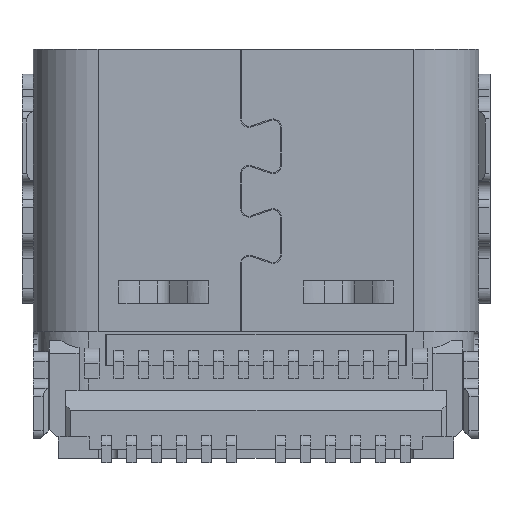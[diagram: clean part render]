
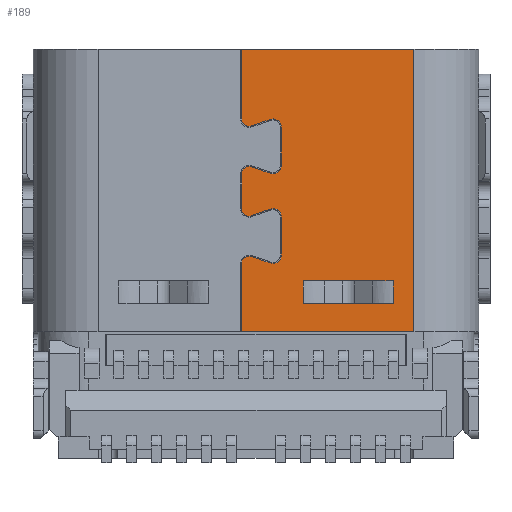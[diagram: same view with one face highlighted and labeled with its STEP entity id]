
A CAD part, front view. The second image highlights one B-rep face of the part: STEP entity #189.
In plain terms, the highlighted planar face has unit normal (0, -1, 0).
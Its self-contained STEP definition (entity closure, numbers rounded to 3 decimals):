
#189=ADVANCED_FACE('',(#986,#987),#988,.T.);
#986=FACE_OUTER_BOUND('',#2440,.T.);
#987=FACE_BOUND('',#2441,.T.);
#988=PLANE('',#2442);
#2440=EDGE_LOOP('',(#4142,#4143,#4144,#4145,#4146,#4147,#4148,#4149,#4150,#4151,#4152,#4153,#4154,#4155,#4156,#4157,#4158,#4159,#4160,#4161));
#2441=EDGE_LOOP('',(#4162,#4163,#4164,#4165));
#2442=AXIS2_PLACEMENT_3D('',#4166,#4167,#4168);
#4142=ORIENTED_EDGE('',*,*,#10132,.T.);
#4143=ORIENTED_EDGE('',*,*,#10133,.T.);
#4144=ORIENTED_EDGE('',*,*,#10134,.T.);
#4145=ORIENTED_EDGE('',*,*,#10135,.T.);
#4146=ORIENTED_EDGE('',*,*,#10136,.T.);
#4147=ORIENTED_EDGE('',*,*,#10137,.T.);
#4148=ORIENTED_EDGE('',*,*,#10138,.T.);
#4149=ORIENTED_EDGE('',*,*,#10139,.T.);
#4150=ORIENTED_EDGE('',*,*,#10140,.F.);
#4151=ORIENTED_EDGE('',*,*,#10141,.F.);
#4152=ORIENTED_EDGE('',*,*,#10131,.F.);
#4153=ORIENTED_EDGE('',*,*,#10126,.F.);
#4154=ORIENTED_EDGE('',*,*,#10142,.T.);
#4155=ORIENTED_EDGE('',*,*,#10143,.T.);
#4156=ORIENTED_EDGE('',*,*,#10144,.T.);
#4157=ORIENTED_EDGE('',*,*,#10145,.T.);
#4158=ORIENTED_EDGE('',*,*,#10146,.T.);
#4159=ORIENTED_EDGE('',*,*,#10147,.T.);
#4160=ORIENTED_EDGE('',*,*,#10148,.T.);
#4161=ORIENTED_EDGE('',*,*,#10149,.T.);
#4162=ORIENTED_EDGE('',*,*,#10150,.T.);
#4163=ORIENTED_EDGE('',*,*,#10151,.F.);
#4164=ORIENTED_EDGE('',*,*,#10152,.T.);
#4165=ORIENTED_EDGE('',*,*,#10153,.F.);
#4166=CARTESIAN_POINT('',(7.647,3.462,3.12));
#4167=DIRECTION('',(0.0,-1.0,0.0));
#4168=DIRECTION('',(0.0,0.0,-1.0));
#10126=EDGE_CURVE('',#12237,#12239,#12240,.T.);
#10131=EDGE_CURVE('',#12239,#12243,#12248,.T.);
#10132=EDGE_CURVE('',#12249,#12250,#12251,.T.);
#10133=EDGE_CURVE('',#12250,#12252,#12253,.T.);
#10134=EDGE_CURVE('',#12252,#12254,#12255,.T.);
#10135=EDGE_CURVE('',#12254,#12256,#12257,.T.);
#10136=EDGE_CURVE('',#12256,#12258,#12259,.T.);
#10137=EDGE_CURVE('',#12258,#12260,#12261,.T.);
#10138=EDGE_CURVE('',#12260,#12262,#12263,.T.);
#10139=EDGE_CURVE('',#12262,#12264,#12265,.T.);
#10140=EDGE_CURVE('',#12266,#12264,#12267,.T.);
#10141=EDGE_CURVE('',#12243,#12266,#12268,.T.);
#10142=EDGE_CURVE('',#12237,#12269,#12270,.T.);
#10143=EDGE_CURVE('',#12269,#12271,#12272,.T.);
#10144=EDGE_CURVE('',#12271,#12273,#12274,.T.);
#10145=EDGE_CURVE('',#12273,#12275,#12276,.T.);
#10146=EDGE_CURVE('',#12275,#12277,#12278,.T.);
#10147=EDGE_CURVE('',#12277,#12279,#12280,.T.);
#10148=EDGE_CURVE('',#12279,#12281,#12282,.T.);
#10149=EDGE_CURVE('',#12281,#12249,#12283,.T.);
#10150=EDGE_CURVE('',#12284,#12285,#12286,.T.);
#10151=EDGE_CURVE('',#12287,#12285,#12288,.T.);
#10152=EDGE_CURVE('',#12287,#12289,#12290,.T.);
#10153=EDGE_CURVE('',#12284,#12289,#12291,.T.);
#12237=VERTEX_POINT('',#15436);
#12239=VERTEX_POINT('',#15439);
#12240=LINE('',#15440,#15441);
#12243=VERTEX_POINT('',#15444);
#12248=LINE('',#15451,#15452);
#12249=VERTEX_POINT('',#15453);
#12250=VERTEX_POINT('',#15454);
#12251=LINE('',#15455,#15456);
#12252=VERTEX_POINT('',#15457);
#12253=CIRCLE('',#15458,0.15);
#12254=VERTEX_POINT('',#15459);
#12255=LINE('',#15460,#15461);
#12256=VERTEX_POINT('',#15462);
#12257=CIRCLE('',#15463,0.17);
#12258=VERTEX_POINT('',#15464);
#12259=LINE('',#15465,#15466);
#12260=VERTEX_POINT('',#15467);
#12261=CIRCLE('',#15468,0.17);
#12262=VERTEX_POINT('',#15469);
#12263=LINE('',#15470,#15471);
#12264=VERTEX_POINT('',#15472);
#12265=CIRCLE('',#15473,0.15);
#12266=VERTEX_POINT('',#15474);
#12267=LINE('',#15475,#15476);
#12268=LINE('',#15477,#15478);
#12269=VERTEX_POINT('',#15479);
#12270=LINE('',#15480,#15481);
#12271=VERTEX_POINT('',#15482);
#12272=CIRCLE('',#15483,0.15);
#12273=VERTEX_POINT('',#15484);
#12274=LINE('',#15485,#15486);
#12275=VERTEX_POINT('',#15487);
#12276=CIRCLE('',#15488,0.17);
#12277=VERTEX_POINT('',#15489);
#12278=LINE('',#15490,#15491);
#12279=VERTEX_POINT('',#15492);
#12280=CIRCLE('',#15493,0.17);
#12281=VERTEX_POINT('',#15494);
#12282=LINE('',#15495,#15496);
#12283=CIRCLE('',#15497,0.15);
#12284=VERTEX_POINT('',#15498);
#12285=VERTEX_POINT('',#15499);
#12286=LINE('',#15500,#15501);
#12287=VERTEX_POINT('',#15502);
#12288=LINE('',#15503,#15504);
#12289=VERTEX_POINT('',#15505);
#12290=LINE('',#15506,#15507);
#12291=LINE('',#15508,#15509);
#15436=CARTESIAN_POINT('',(5.237,3.462,4.02));
#15439=CARTESIAN_POINT('',(8.697,3.462,4.02));
#15440=CARTESIAN_POINT('',(5.237,3.462,4.02));
#15441=VECTOR('',#20424,3.46);
#15444=CARTESIAN_POINT('',(8.697,3.462,-1.65));
#15451=CARTESIAN_POINT('',(8.697,3.462,4.02));
#15452=VECTOR('',#20433,5.67);
#15453=CARTESIAN_POINT('',(5.237,3.462,1.52));
#15454=CARTESIAN_POINT('',(5.237,3.462,0.82));
#15455=CARTESIAN_POINT('',(5.237,3.462,1.52));
#15456=VECTOR('',#20434,0.7);
#15457=CARTESIAN_POINT('',(5.437,3.462,0.679));
#15458=AXIS2_PLACEMENT_3D('',#20435,#20436,#20437);
#15459=CARTESIAN_POINT('',(5.811,3.462,0.81));
#15460=CARTESIAN_POINT('',(5.437,3.462,0.679));
#15461=VECTOR('',#20438,0.396);
#15462=CARTESIAN_POINT('',(6.037,3.462,0.65));
#15463=AXIS2_PLACEMENT_3D('',#20439,#20440,#20441);
#15464=CARTESIAN_POINT('',(6.037,3.462,-0.11));
#15465=CARTESIAN_POINT('',(6.037,3.462,0.65));
#15466=VECTOR('',#20442,0.76);
#15467=CARTESIAN_POINT('',(5.811,3.462,-0.27));
#15468=AXIS2_PLACEMENT_3D('',#20443,#20444,#20445);
#15469=CARTESIAN_POINT('',(5.437,3.462,-0.139));
#15470=CARTESIAN_POINT('',(5.811,3.462,-0.27));
#15471=VECTOR('',#20446,0.396);
#15472=CARTESIAN_POINT('',(5.237,3.462,-0.28));
#15473=AXIS2_PLACEMENT_3D('',#20447,#20448,#20449);
#15474=CARTESIAN_POINT('',(5.237,3.462,-1.65));
#15475=CARTESIAN_POINT('',(5.237,3.462,-1.65));
#15476=VECTOR('',#20450,1.37);
#15477=CARTESIAN_POINT('',(8.697,3.462,-1.65));
#15478=VECTOR('',#20451,3.46);
#15479=CARTESIAN_POINT('',(5.237,3.462,2.62));
#15480=CARTESIAN_POINT('',(5.237,3.462,4.02));
#15481=VECTOR('',#20452,1.4);
#15482=CARTESIAN_POINT('',(5.437,3.462,2.479));
#15483=AXIS2_PLACEMENT_3D('',#20453,#20454,#20455);
#15484=CARTESIAN_POINT('',(5.811,3.462,2.61));
#15485=CARTESIAN_POINT('',(5.437,3.462,2.479));
#15486=VECTOR('',#20456,0.396);
#15487=CARTESIAN_POINT('',(6.037,3.462,2.45));
#15488=AXIS2_PLACEMENT_3D('',#20457,#20458,#20459);
#15489=CARTESIAN_POINT('',(6.037,3.462,1.69));
#15490=CARTESIAN_POINT('',(6.037,3.462,2.45));
#15491=VECTOR('',#20460,0.76);
#15492=CARTESIAN_POINT('',(5.811,3.462,1.53));
#15493=AXIS2_PLACEMENT_3D('',#20461,#20462,#20463);
#15494=CARTESIAN_POINT('',(5.437,3.462,1.661));
#15495=CARTESIAN_POINT('',(5.811,3.462,1.53));
#15496=VECTOR('',#20464,0.396);
#15497=AXIS2_PLACEMENT_3D('',#20465,#20466,#20467);
#15498=CARTESIAN_POINT('',(6.477,3.462,-0.629));
#15499=CARTESIAN_POINT('',(8.277,3.462,-0.629));
#15500=CARTESIAN_POINT('',(6.477,3.462,-0.629));
#15501=VECTOR('',#20468,1.8);
#15502=CARTESIAN_POINT('',(8.277,3.462,-1.081));
#15503=CARTESIAN_POINT('',(8.277,3.462,-1.081));
#15504=VECTOR('',#20469,0.452);
#15505=CARTESIAN_POINT('',(6.477,3.462,-1.081));
#15506=CARTESIAN_POINT('',(8.277,3.462,-1.081));
#15507=VECTOR('',#20470,1.8);
#15508=CARTESIAN_POINT('',(6.477,3.462,-0.629));
#15509=VECTOR('',#20471,0.452);
#20424=DIRECTION('',(1.0,0.0,0.0));
#20433=DIRECTION('',(0.0,0.0,-1.0));
#20434=DIRECTION('',(0.0,0.0,-1.0));
#20435=CARTESIAN_POINT('',(5.387,3.462,0.82));
#20436=DIRECTION('',(0.0,-1.0,-0.0));
#20437=DIRECTION('',(-1.0,0.0,0.));
#20438=DIRECTION('',(0.943,0.0,0.333));
#20439=CARTESIAN_POINT('',(5.867,3.462,0.65));
#20440=DIRECTION('',(0.0,1.0,0.0));
#20441=DIRECTION('',(-0.333,0.0,0.943));
#20442=DIRECTION('',(0.0,0.0,-1.0));
#20443=CARTESIAN_POINT('',(5.867,3.462,-0.11));
#20444=DIRECTION('',(-0.0,1.0,0.0));
#20445=DIRECTION('',(1.0,0.0,0.0));
#20446=DIRECTION('',(-0.943,0.0,0.333));
#20447=CARTESIAN_POINT('',(5.387,3.462,-0.28));
#20448=DIRECTION('',(0.0,-1.0,0.0));
#20449=DIRECTION('',(0.333,0.0,0.943));
#20450=DIRECTION('',(0.0,0.0,1.0));
#20451=DIRECTION('',(-1.0,0.0,0.0));
#20452=DIRECTION('',(0.0,0.0,-1.0));
#20453=CARTESIAN_POINT('',(5.387,3.462,2.62));
#20454=DIRECTION('',(0.0,-1.0,-0.0));
#20455=DIRECTION('',(-1.0,0.0,0.));
#20456=DIRECTION('',(0.943,0.0,0.333));
#20457=CARTESIAN_POINT('',(5.867,3.462,2.45));
#20458=DIRECTION('',(0.0,1.0,0.0));
#20459=DIRECTION('',(-0.333,0.0,0.943));
#20460=DIRECTION('',(0.0,0.0,-1.0));
#20461=CARTESIAN_POINT('',(5.867,3.462,1.69));
#20462=DIRECTION('',(-0.0,1.0,0.0));
#20463=DIRECTION('',(1.0,0.0,0.0));
#20464=DIRECTION('',(-0.943,0.0,0.333));
#20465=CARTESIAN_POINT('',(5.387,3.462,1.52));
#20466=DIRECTION('',(0.0,-1.0,0.0));
#20467=DIRECTION('',(0.333,0.0,0.943));
#20468=DIRECTION('',(1.0,0.0,0.0));
#20469=DIRECTION('',(0.0,0.0,1.0));
#20470=DIRECTION('',(-1.0,0.0,0.0));
#20471=DIRECTION('',(0.0,0.0,-1.0));
